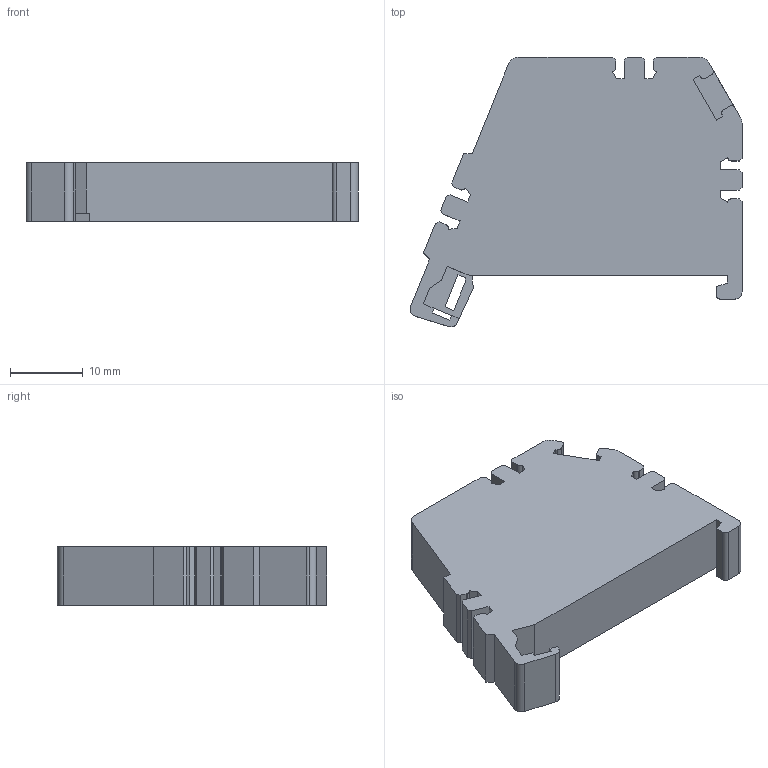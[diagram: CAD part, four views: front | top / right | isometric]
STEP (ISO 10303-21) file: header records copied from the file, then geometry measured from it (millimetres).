
FILE_DESCRIPTION((''),'2;1');
FILE_NAME('BT-3_ASM','2022-05-03T14:00:02',('klemen.sitar'),('Audax d.o.o.'),'CREO PARAMETRIC BY PTC INC, 2021304','CREO PARAMETRIC BY PTC INC, 2021304','');
FILE_SCHEMA(('AP242_MANAGED_MODEL_BASED_3D_ENGINEERING_MIM_LF { 1 0 10303 442 1 1 4 }'));
Length unit declared in the file: millimetre
Products named in the file (2): BT3-37290; BT-3_ASM
Assembly tree (1 placements, depth 2):
  BT-3_ASM
    BT3-37290
Bounding box: 45.55 x 37.01 x 8 mm (x, y, z)
Volume: 8827.3 mm3; surface area: 4029.5 mm2
Topology: 1 solids, 1 shells, 117 faces, 342 edges, 227 vertices
Faces by surface type: plane 93, cylinder 24
Entity records: 6142 total; most frequent: CARTESIAN_POINT 846, ORIENTED_EDGE 684, DIRECTION 628, PRESENTATION_STYLE_ASSIGNMENT 462, STYLED_ITEM 462, CURVE_STYLE 344, EDGE_CURVE 342, VECTOR 294
